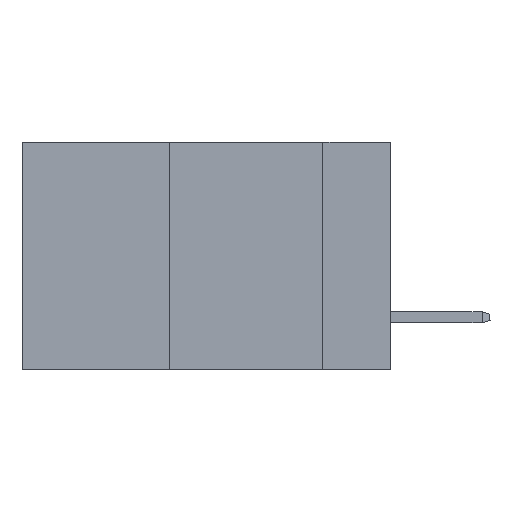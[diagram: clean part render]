
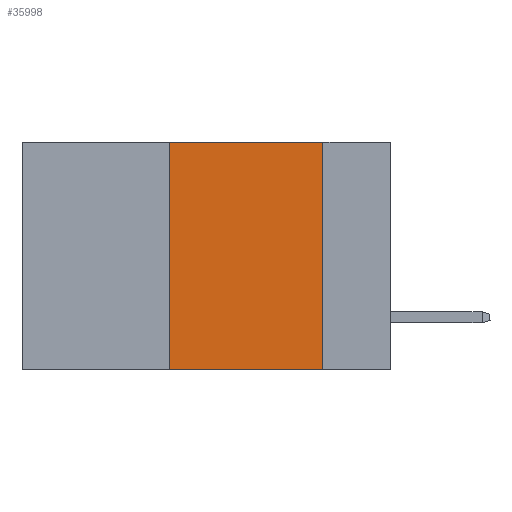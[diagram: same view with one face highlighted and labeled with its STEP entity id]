
A CAD part, left-side view. The second image highlights one B-rep face of the part: STEP entity #35998.
In plain terms, the highlighted planar face has unit normal (-1, 0, 0).
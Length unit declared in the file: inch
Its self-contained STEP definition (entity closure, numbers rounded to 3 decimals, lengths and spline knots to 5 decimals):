
#3011 = VECTOR ( 'NONE', #23301, 39.37008 ) ;
#3565 = CARTESIAN_POINT ( 'NONE',  ( 0., 0.6, -0.37 ) ) ;
#7537 = ORIENTED_EDGE ( 'NONE', *, *, #16571, .T. ) ;
#7656 = CARTESIAN_POINT ( 'NONE',  ( 0., 0.6, 0. ) ) ;
#8125 = DIRECTION ( 'NONE',  ( 1., 0., 0. ) ) ;
#8152 = DIRECTION ( 'NONE',  ( 0., 0., 1. ) ) ;
#8289 = ORIENTED_EDGE ( 'NONE', *, *, #9690, .F. ) ;
#9374 = CARTESIAN_POINT ( 'NONE',  ( 0., 0.11, -0.37 ) ) ;
#9611 = DIRECTION ( 'NONE',  ( 0., -1., 0. ) ) ;
#9690 = EDGE_CURVE ( 'NONE', #23868, #18861, #25986, .T. ) ;
#10988 = CARTESIAN_POINT ( 'NONE',  ( 0., 0.11, 0. ) ) ;
#12247 = LINE ( 'NONE', #28932, #20089 ) ;
#13211 = DIRECTION ( 'NONE',  ( 0., 0., -1. ) ) ;
#15963 = FACE_OUTER_BOUND ( 'NONE', #25331, .T. ) ;
#16571 = EDGE_CURVE ( 'NONE', #23868, #26226, #18244, .T. ) ;
#18244 = LINE ( 'NONE', #3565, #3011 ) ;
#18861 = VERTEX_POINT ( 'NONE', #35918 ) ;
#20089 = VECTOR ( 'NONE', #34813, 39.37008 ) ;
#20333 = AXIS2_PLACEMENT_3D ( 'NONE', #7656, #8125, #13211 ) ;
#20683 = LINE ( 'NONE', #20959, #35097 ) ;
#20959 = CARTESIAN_POINT ( 'NONE',  ( 0., 0.6, 0. ) ) ;
#21280 = ORIENTED_EDGE ( 'NONE', *, *, #29174, .F. ) ;
#22293 = CARTESIAN_POINT ( 'NONE',  ( 0., 0.36, -0.37 ) ) ;
#23301 = DIRECTION ( 'NONE',  ( 0., -1., 0. ) ) ;
#23868 = VERTEX_POINT ( 'NONE', #22293 ) ;
#24400 = VERTEX_POINT ( 'NONE', #10988 ) ;
#24479 = CARTESIAN_POINT ( 'NONE',  ( 0., 0.36, 0. ) ) ;
#25331 = EDGE_LOOP ( 'NONE', ( #21280, #35083, #8289, #7537 ) ) ;
#25986 = LINE ( 'NONE', #24479, #26026 ) ;
#26026 = VECTOR ( 'NONE', #8152, 39.37008 ) ;
#26226 = VERTEX_POINT ( 'NONE', #9374 ) ;
#27132 = EDGE_CURVE ( 'NONE', #18861, #24400, #20683, .T. ) ;
#28932 = CARTESIAN_POINT ( 'NONE',  ( 0., 0.11, 0. ) ) ;
#29174 = EDGE_CURVE ( 'NONE', #24400, #26226, #12247, .T. ) ;
#33054 = PLANE ( 'NONE',  #20333 ) ;
#34813 = DIRECTION ( 'NONE',  ( 0., 0., -1. ) ) ;
#35083 = ORIENTED_EDGE ( 'NONE', *, *, #27132, .F. ) ;
#35097 = VECTOR ( 'NONE', #9611, 39.37008 ) ;
#35918 = CARTESIAN_POINT ( 'NONE',  ( 0., 0.36, 0. ) ) ;
#35998 = ADVANCED_FACE ( 'NONE', ( #15963 ), #33054, .F. ) ;
